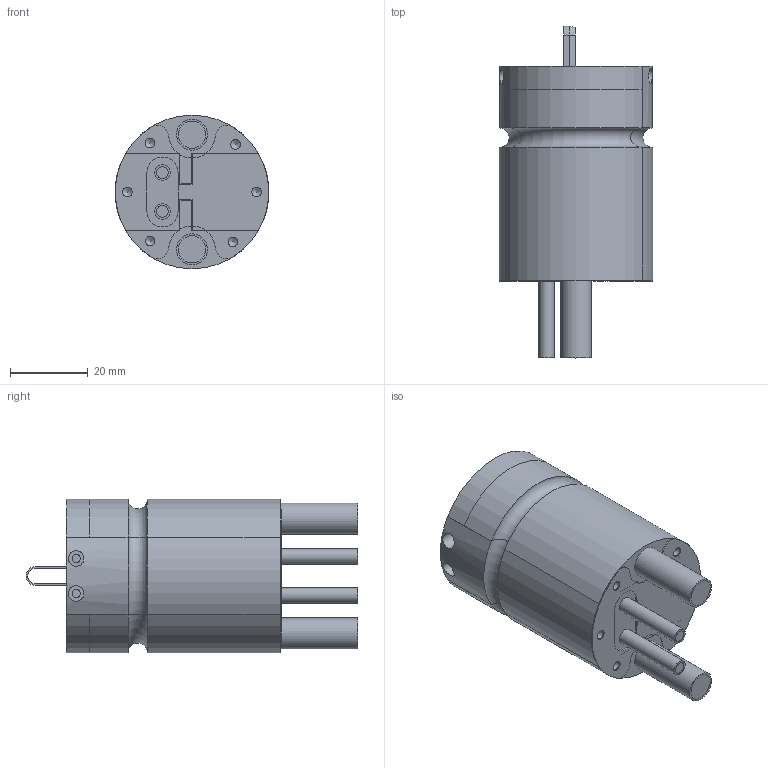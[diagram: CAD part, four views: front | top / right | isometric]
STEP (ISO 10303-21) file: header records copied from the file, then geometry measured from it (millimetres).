
FILE_DESCRIPTION(/* description */ (''),/* implementation_level */ '2;1');
FILE_NAME(/* name */ 'Werkzeugaufnahmen 25_02_23.step',/* time_stamp */ '2025-02-23T16:10:10+01:00',/* author */ ('MVM1'),/* organization */ (''),/* preprocessor_version */ 'ST-DEVELOPER v19',/* originating_system */ 'Autodesk Inventor 2023',/* authorisation */ '');
FILE_SCHEMA (('AUTOMOTIVE_DESIGN { 1 0 10303 214 3 1 1 }'));
Length unit declared in the file: millimetre
Products named in the file (14): Werkzeugaufnahmen 25_02_23; Grundkörper; MessBlock_001; MessBlock_002; Klemmplatte_001; Klemplatte_001_Iso; Klemplatte_002; Klemplatte_002_Iso; Tellerfeder; Powerleitung; Powerleitung_Mantel; Messleitung; Messleitung_Mantel; W_4_30_2
Assembly tree (13 placements, depth 2):
  Werkzeugaufnahmen 25_02_23
    Grundkörper
    MessBlock_001
    MessBlock_002
    Klemmplatte_001
    Klemplatte_001_Iso
    Klemplatte_002
    Klemplatte_002_Iso
    Tellerfeder
    Powerleitung
    Powerleitung_Mantel
    Messleitung
    Messleitung_Mantel
    W_4_30_2
Bounding box: 39.5 x 85.4 x 39.5 mm (x, y, z)
Volume: 67683.6 mm3; surface area: 36842.9 mm2
Topology: 17 solids, 17 shells, 200 faces, 456 edges, 300 vertices
Faces by surface type: plane 111, cylinder 72, cone 13, torus 4
Full cylindrical faces by diameter (mm): 2.1 x4, 2.459 x16, 3 x4, 3.1 x4, 4 x10, 5.5 x4, 7 x6, 8 x2
Entity records: 6628 total; most frequent: CARTESIAN_POINT 1243, DIRECTION 1022, ORIENTED_EDGE 888, EDGE_CURVE 444, AXIS2_PLACEMENT_3D 367, VERTEX_POINT 300, LINE 288, VECTOR 288
